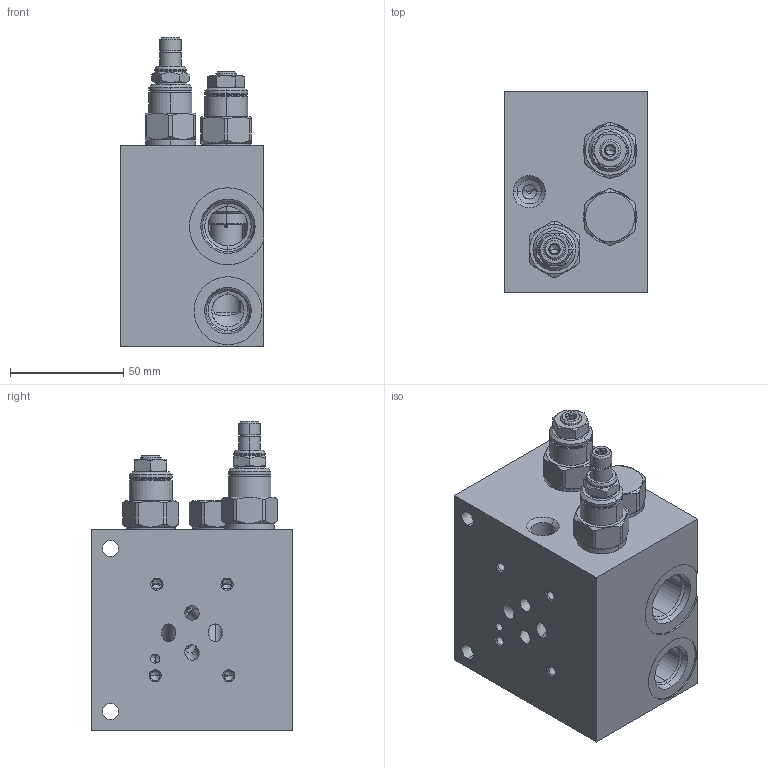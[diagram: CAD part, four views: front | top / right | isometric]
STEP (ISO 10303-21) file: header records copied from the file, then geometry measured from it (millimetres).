
FILE_DESCRIPTION((''),'2;1');
FILE_NAME('YDCGLHNBK_ASM','2020-07-10T',('ProEService'),(''),'PRO/ENGINEER BY PARAMETRIC TECHNOLOGY CORPORATION, 2014200','PRO/ENGINEER BY PARAMETRIC TECHNOLOGY CORPORATION, 2014200','');
FILE_SCHEMA(('CONFIG_CONTROL_DESIGN'));
Length unit declared in the file: inch
Products named in the file (5): 152-601-002; CBCALHN; CODAXEN; RPECLAN; YDCGLHNBK_ASM
Assembly tree (4 placements, depth 2):
  YDCGLHNBK_ASM
    152-601-002
    CBCALHN
    CODAXEN
    RPECLAN
Bounding box: 63.5 x 88.9 x 136.63 mm (x, y, z)
Volume: 453172.4 mm3; surface area: 89857.6 mm2
Topology: 12 solids, 16 shells, 811 faces, 2338 edges, 1762 vertices
Faces by surface type: cylinder 328, cone 200, plane 147, torus 80, revolution 32, bspline 21, sphere 3
Entity records: 37559 total; most frequent: CARTESIAN_POINT 16746, DIRECTION 4402, ORIENTED_EDGE 3730, EDGE_CURVE 1865, AXIS2_PLACEMENT_3D 1648, VERTEX_POINT 1136, VECTOR 1074, LINE 1074
